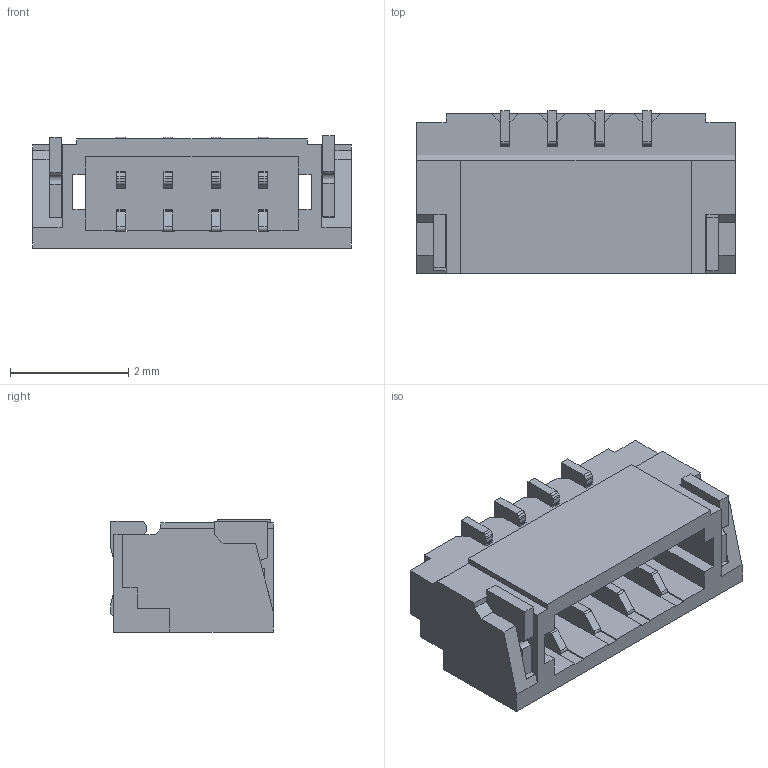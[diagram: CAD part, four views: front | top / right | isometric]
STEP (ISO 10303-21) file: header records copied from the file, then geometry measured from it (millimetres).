
FILE_DESCRIPTION(/* description */ ('Unknown'),/* implementation_level */ '2;1');
FILE_NAME(/* name */ '689104131822',/* time_stamp */ '2023-06-28T15:08:19+02:00',/* author */ ('Unknown'),/* organization */ ('Unknown'),/* preprocessor_version */ 'ST-DEVELOPER v18.102',/* originating_system */ 'Solid Edge',/* authorisation */ 'Unknown');
FILE_SCHEMA (('AUTOMOTIVE_DESIGN {1 0 10303 214 3 1 1}'));
Length unit declared in the file: millimetre
Products named in the file (4): 6891xx131822; 689104131822; 6891xx131822_Pin; 6891xx131822_Pin2
Assembly tree (7 placements, depth 2):
  6891xx131822
    689104131822
    6891xx131822_Pin  x4
    6891xx131822_Pin2  x2
Bounding box: 5.4 x 2.75 x 1.9 mm (x, y, z)
Volume: 16.8 mm3; surface area: 116 mm2
Topology: 7 solids, 7 shells, 308 faces, 895 edges, 592 vertices
Faces by surface type: plane 256, cylinder 52
Entity records: 6485 total; most frequent: CARTESIAN_POINT 1147, ORIENTED_EDGE 1142, DIRECTION 999, EDGE_CURVE 571, LINE 543, VECTOR 543, VERTEX_POINT 376, AXIS2_PLACEMENT_3D 228
